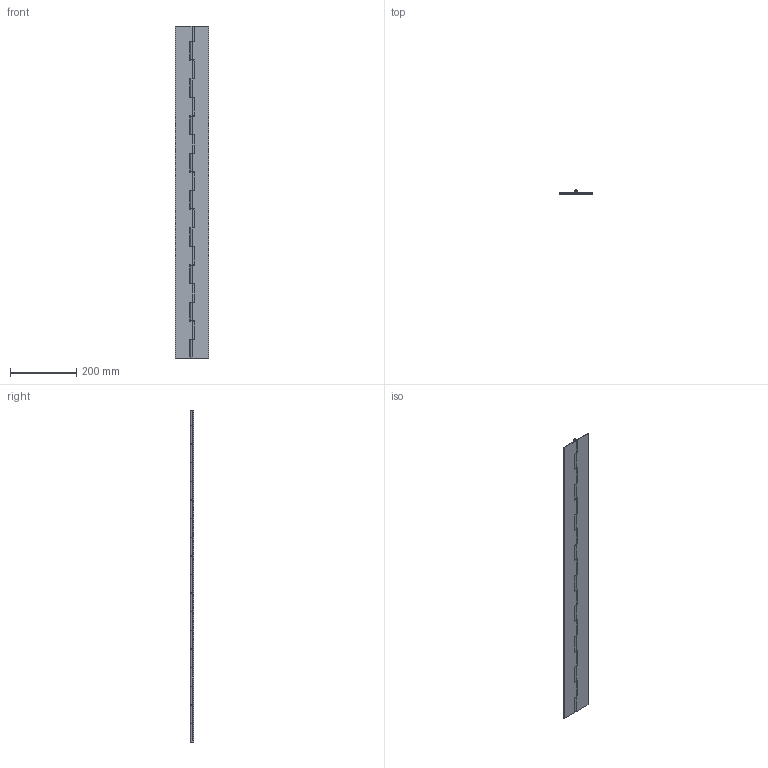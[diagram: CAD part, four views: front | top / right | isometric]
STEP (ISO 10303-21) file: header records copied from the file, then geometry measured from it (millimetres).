
FILE_DESCRIPTION (( 'STEP AP203' ), '1' );
FILE_NAME ('B-808-11.STEP', '2011-10-17T05:02:00', ( '' ), ( '' ), 'SwSTEP 2.0', 'SolidWorks 2011', '' );
FILE_SCHEMA (( 'CONFIG_CONTROL_DESIGN' ));
Length unit declared in the file: millimetre
Products named in the file (4): B-808-11; B-808-11羽根A_; B-808-11羽根B_; B-808-11軸_
Assembly tree (3 placements, depth 2):
  B-808-11
    B-808-11羽根A_
    B-808-11軸_
    B-808-11羽根B_
Bounding box: 100 x 10.6 x 1000 mm (x, y, z)
Volume: 293096.6 mm3; surface area: 255725.9 mm2
Topology: 3 solids, 3 shells, 156 faces, 450 edges, 300 vertices
Faces by surface type: cylinder 92, plane 64
Entity records: 5684 total; most frequent: DIRECTION 958, CARTESIAN_POINT 912, ORIENTED_EDGE 900, EDGE_CURVE 450, AXIS2_PLACEMENT_3D 346, VERTEX_POINT 300, VECTOR 266, LINE 266
